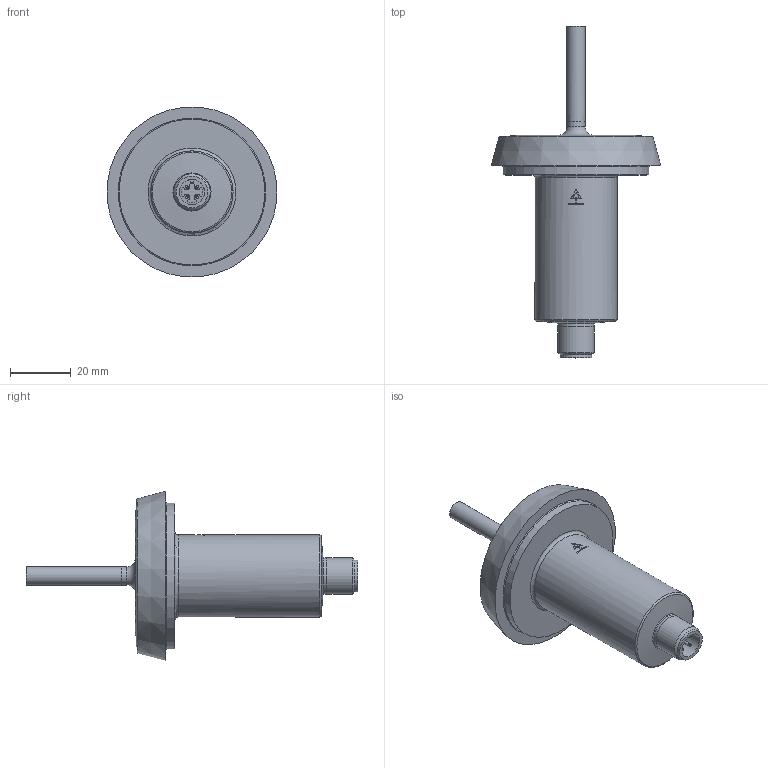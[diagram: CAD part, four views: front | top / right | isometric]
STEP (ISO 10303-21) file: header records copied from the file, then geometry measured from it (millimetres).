
FILE_DESCRIPTION(/* description */ (''),/* implementation_level */ '2;1');
FILE_NAME(/* name */ 'FXFF015',/* time_stamp */ '2016-11-18T13:46:04+01:00',/* author */ ('Zimmermann'),/* organization */ ('wenglor fluid GmbH'),/* preprocessor_version */ 'ST-DEVELOPER v16.7',/* originating_system */ 'DEX',/* authorisation */ $);
FILE_SCHEMA (('AUTOMOTIVE_DESIGN {1 0 10303 214 3 1 1}'));
Length unit declared in the file: millimetre
Products named in the file (1): TK_FXFF015
Bounding box: 55.79 x 109.2 x 55.79 mm (x, y, z)
Volume: 57065.3 mm3; surface area: 12757.3 mm2
Topology: 1 solids, 4 shells, 100 faces, 246 edges, 161 vertices
Faces by surface type: cylinder 41, plane 39, cone 12, torus 7, sphere 1
Full cylindrical faces by diameter (mm): 0.25 x4, 1 x4, 4 x1, 5 x1, 5.44 x1, 6 x1, 8.3 x1, 9.4 x1, 9.5 x1, 9.9 x1, 10 x1, 10.5 x1, 12 x2, 27 x1, 48 x1
Entity records: 3952 total; most frequent: CARTESIAN_POINT 1061, DIRECTION 485, ORIENTED_EDGE 362, AXIS2_PLACEMENT_3D 208, EDGE_CURVE 181, EDGE_LOOP 163, FACE_BOUND 163, VERTEX_POINT 140
